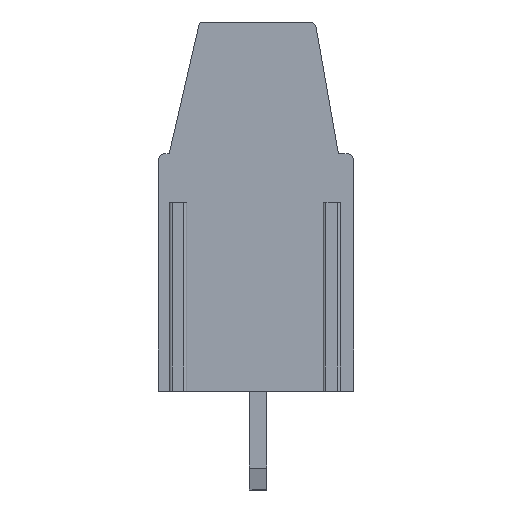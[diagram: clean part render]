
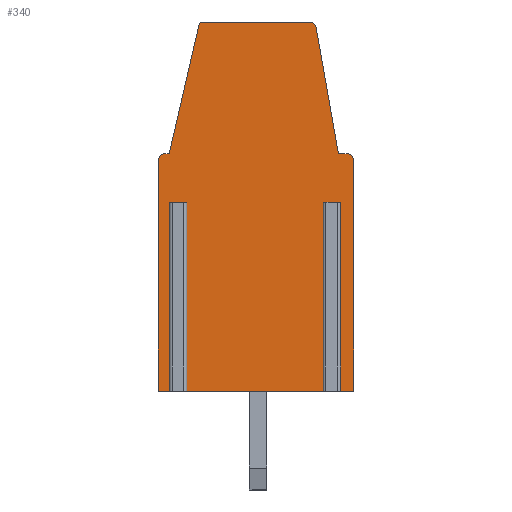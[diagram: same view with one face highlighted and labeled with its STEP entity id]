
A CAD part, left-side view. The second image highlights one B-rep face of the part: STEP entity #340.
In plain terms, the highlighted planar face has unit normal (-1, 0, 0).
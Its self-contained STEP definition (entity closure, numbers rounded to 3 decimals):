
#340 = ADVANCED_FACE( '', ( #704 ), #705, .T. );
#704 = FACE_OUTER_BOUND( '', #1071, .T. );
#705 = PLANE( '', #1072 );
#1071 = EDGE_LOOP( '', ( #2022, #2023, #2024, #2025, #2026, #2027, #2028, #2029, #2030, #2031, #2032, #2033, #2034, #2035, #2036, #2037, #2038, #2039, #2040, #2041 ) );
#1072 = AXIS2_PLACEMENT_3D( '', #2042, #2043, #2044 );
#2022 = ORIENTED_EDGE( '', *, *, #2484, .F. );
#2023 = ORIENTED_EDGE( '', *, *, #2423, .T. );
#2024 = ORIENTED_EDGE( '', *, *, #2373, .T. );
#2025 = ORIENTED_EDGE( '', *, *, #2461, .T. );
#2026 = ORIENTED_EDGE( '', *, *, #2300, .T. );
#2027 = ORIENTED_EDGE( '', *, *, #2524, .T. );
#2028 = ORIENTED_EDGE( '', *, *, #2170, .F. );
#2029 = ORIENTED_EDGE( '', *, *, #2458, .T. );
#2030 = ORIENTED_EDGE( '', *, *, #2531, .F. );
#2031 = ORIENTED_EDGE( '', *, *, #2520, .T. );
#2032 = ORIENTED_EDGE( '', *, *, #2474, .T. );
#2033 = ORIENTED_EDGE( '', *, *, #2190, .T. );
#2034 = ORIENTED_EDGE( '', *, *, #2497, .T. );
#2035 = ORIENTED_EDGE( '', *, *, #2223, .T. );
#2036 = ORIENTED_EDGE( '', *, *, #2541, .T. );
#2037 = ORIENTED_EDGE( '', *, *, #2505, .T. );
#2038 = ORIENTED_EDGE( '', *, *, #2365, .T. );
#2039 = ORIENTED_EDGE( '', *, *, #2153, .T. );
#2040 = ORIENTED_EDGE( '', *, *, #2416, .T. );
#2041 = ORIENTED_EDGE( '', *, *, #2466, .T. );
#2042 = CARTESIAN_POINT( '', ( 219.737, 24.598, 0. ) );
#2043 = DIRECTION( '', ( -1., 0., 0. ) );
#2044 = DIRECTION( '', ( 0., -1., 0. ) );
#2153 = EDGE_CURVE( '', #2562, #2560, #2563, .T. );
#2170 = EDGE_CURVE( '', #2591, #2592, #2593, .T. );
#2190 = EDGE_CURVE( '', #2628, #2626, #2629, .T. );
#2223 = EDGE_CURVE( '', #2685, #2683, #2686, .T. );
#2300 = EDGE_CURVE( '', #2819, #2817, #2820, .T. );
#2365 = EDGE_CURVE( '', #2914, #2562, #2915, .T. );
#2373 = EDGE_CURVE( '', #2927, #2928, #2929, .F. );
#2416 = EDGE_CURVE( '', #2560, #2990, #2992, .T. );
#2423 = EDGE_CURVE( '', #3002, #2927, #3003, .T. );
#2458 = EDGE_CURVE( '', #2591, #3050, #3052, .T. );
#2461 = EDGE_CURVE( '', #2928, #2819, #3055, .T. );
#2466 = EDGE_CURVE( '', #2990, #3061, #3063, .T. );
#2474 = EDGE_CURVE( '', #3072, #2628, #3073, .T. );
#2484 = EDGE_CURVE( '', #3002, #3061, #3083, .F. );
#2497 = EDGE_CURVE( '', #2626, #2685, #3096, .T. );
#2505 = EDGE_CURVE( '', #3106, #2914, #3107, .T. );
#2520 = EDGE_CURVE( '', #3123, #3072, #3124, .T. );
#2524 = EDGE_CURVE( '', #2817, #2592, #3128, .T. );
#2531 = EDGE_CURVE( '', #3123, #3050, #3135, .T. );
#2541 = EDGE_CURVE( '', #2683, #3106, #3145, .T. );
#2560 = VERTEX_POINT( '', #3164 );
#2562 = VERTEX_POINT( '', #3167 );
#2563 = CIRCLE( '', #3168, 0.3 );
#2591 = VERTEX_POINT( '', #3206 );
#2592 = VERTEX_POINT( '', #3207 );
#2593 = LINE( '', #3208, #3209 );
#2626 = VERTEX_POINT( '', #3252 );
#2628 = VERTEX_POINT( '', #3255 );
#2629 = LINE( '', #3256, #3257 );
#2683 = VERTEX_POINT( '', #3336 );
#2685 = VERTEX_POINT( '', #3339 );
#2686 = LINE( '', #3340, #3341 );
#2817 = VERTEX_POINT( '', #3517 );
#2819 = VERTEX_POINT( '', #3519 );
#2820 = LINE( '', #3520, #3521 );
#2914 = VERTEX_POINT( '', #3649 );
#2915 = LINE( '', #3650, #3651 );
#2927 = VERTEX_POINT( '', #3668 );
#2928 = VERTEX_POINT( '', #3669 );
#2929 = LINE( '', #3670, #3671 );
#2990 = VERTEX_POINT( '', #3755 );
#2992 = LINE( '', #3758, #3759 );
#3002 = VERTEX_POINT( '', #3773 );
#3003 = LINE( '', #3774, #3775 );
#3050 = VERTEX_POINT( '', #3842 );
#3052 = LINE( '', #3845, #3846 );
#3055 = LINE( '', #3851, #3852 );
#3061 = VERTEX_POINT( '', #3859 );
#3063 = LINE( '', #3861, #3862 );
#3072 = VERTEX_POINT( '', #3874 );
#3073 = LINE( '', #3875, #3876 );
#3083 = LINE( '', #3890, #3891 );
#3096 = CIRCLE( '', #3909, 0.3 );
#3106 = VERTEX_POINT( '', #3920 );
#3107 = LINE( '', #3921, #3922 );
#3123 = VERTEX_POINT( '', #3943 );
#3124 = CIRCLE( '', #3944, 0.3 );
#3128 = LINE( '', #3949, #3950 );
#3135 = LINE( '', #3961, #3962 );
#3145 = CIRCLE( '', #3974, 0.2 );
#3164 = CARTESIAN_POINT( '', ( 219.737, 26.048, 10.5 ) );
#3167 = CARTESIAN_POINT( '', ( 219.737, 25.748, 10.8 ) );
#3168 = AXIS2_PLACEMENT_3D( '', #3994, #3995, #3996 );
#3206 = CARTESIAN_POINT( '', ( 219.737, 17.818, 0. ) );
#3207 = CARTESIAN_POINT( '', ( 219.737, 17.818, 8.6 ) );
#3208 = CARTESIAN_POINT( '', ( 219.737, 17.818, 0. ) );
#3209 = VECTOR( '', #4012, 1000. );
#3252 = CARTESIAN_POINT( '', ( 219.737, 18.863, 16.552 ) );
#3255 = CARTESIAN_POINT( '', ( 219.737, 17.848, 10.8 ) );
#3256 = CARTESIAN_POINT( '', ( 219.737, 18.863, 16.552 ) );
#3257 = VECTOR( '', #4036, 1000. );
#3336 = CARTESIAN_POINT( '', ( 219.737, 24.004, 16.8 ) );
#3339 = CARTESIAN_POINT( '', ( 219.737, 19.158, 16.8 ) );
#3340 = CARTESIAN_POINT( '', ( 219.737, 24.004, 16.8 ) );
#3341 = VECTOR( '', #4069, 1000. );
#3517 = CARTESIAN_POINT( '', ( 219.737, 18.478, 8.6 ) );
#3519 = CARTESIAN_POINT( '', ( 219.737, 18.478, 0. ) );
#3520 = CARTESIAN_POINT( '', ( 219.737, 18.478, 0. ) );
#3521 = VECTOR( '', #4166, 1000. );
#3649 = CARTESIAN_POINT( '', ( 219.737, 25.548, 10.8 ) );
#3650 = CARTESIAN_POINT( '', ( 219.737, 25.748, 10.8 ) );
#3651 = VECTOR( '', #4240, 1000. );
#3668 = CARTESIAN_POINT( '', ( 219.737, 24.818, 8.6 ) );
#3669 = CARTESIAN_POINT( '', ( 219.737, 24.818, 0. ) );
#3670 = CARTESIAN_POINT( '', ( 219.737, 24.818, 0. ) );
#3671 = VECTOR( '', #4246, 1000. );
#3755 = CARTESIAN_POINT( '', ( 219.737, 26.048, 0. ) );
#3758 = CARTESIAN_POINT( '', ( 219.737, 26.048, 0. ) );
#3759 = VECTOR( '', #4291, 1000. );
#3773 = CARTESIAN_POINT( '', ( 219.737, 25.478, 8.6 ) );
#3774 = CARTESIAN_POINT( '', ( 219.737, 24.818, 8.6 ) );
#3775 = VECTOR( '', #4296, 1000. );
#3842 = CARTESIAN_POINT( '', ( 219.737, 17.148, 0. ) );
#3845 = CARTESIAN_POINT( '', ( 219.737, 17.133, 0. ) );
#3846 = VECTOR( '', #4336, 1000. );
#3851 = CARTESIAN_POINT( '', ( 219.737, 17.133, 0. ) );
#3852 = VECTOR( '', #4339, 1000. );
#3859 = CARTESIAN_POINT( '', ( 219.737, 25.478, 0. ) );
#3861 = CARTESIAN_POINT( '', ( 219.737, 17.133, 0. ) );
#3862 = VECTOR( '', #4350, 1000. );
#3874 = CARTESIAN_POINT( '', ( 219.737, 17.448, 10.8 ) );
#3875 = CARTESIAN_POINT( '', ( 219.737, 17.848, 10.8 ) );
#3876 = VECTOR( '', #4357, 1000. );
#3890 = CARTESIAN_POINT( '', ( 219.737, 25.478, 0. ) );
#3891 = VECTOR( '', #4365, 1000. );
#3909 = AXIS2_PLACEMENT_3D( '', #4371, #4372, #4373 );
#3920 = CARTESIAN_POINT( '', ( 219.737, 24.199, 16.645 ) );
#3921 = CARTESIAN_POINT( '', ( 219.737, 25.548, 10.8 ) );
#3922 = VECTOR( '', #4381, 1000. );
#3943 = CARTESIAN_POINT( '', ( 219.737, 17.148, 10.5 ) );
#3944 = AXIS2_PLACEMENT_3D( '', #4393, #4394, #4395 );
#3949 = CARTESIAN_POINT( '', ( 219.737, 17.818, 8.6 ) );
#3950 = VECTOR( '', #4397, 1000. );
#3961 = CARTESIAN_POINT( '', ( 219.737, 17.148, 5.1 ) );
#3962 = VECTOR( '', #4402, 1000. );
#3974 = AXIS2_PLACEMENT_3D( '', #4405, #4406, #4407 );
#3994 = CARTESIAN_POINT( '', ( 219.737, 25.748, 10.5 ) );
#3995 = DIRECTION( '', ( -1., 0., 0. ) );
#3996 = DIRECTION( '', ( 0., 0., 1. ) );
#4012 = DIRECTION( '', ( 0., 0., 1. ) );
#4036 = DIRECTION( '', ( 0., 0.174, 0.985 ) );
#4069 = DIRECTION( '', ( 0., 1., 0. ) );
#4166 = DIRECTION( '', ( 0., 0., 1. ) );
#4240 = DIRECTION( '', ( 0., 1., 0. ) );
#4246 = DIRECTION( '', ( 0., 0., 1. ) );
#4291 = DIRECTION( '', ( 0., 0., -1. ) );
#4296 = DIRECTION( '', ( 0., -1., 0. ) );
#4336 = DIRECTION( '', ( 0., -1., 0. ) );
#4339 = DIRECTION( '', ( 0., -1., 0. ) );
#4350 = DIRECTION( '', ( 0., -1., 0. ) );
#4357 = DIRECTION( '', ( 0., 1., 0. ) );
#4365 = DIRECTION( '', ( 0., 0., 1. ) );
#4371 = CARTESIAN_POINT( '', ( 219.737, 19.158, 16.5 ) );
#4372 = DIRECTION( '', ( -1., 0., 0. ) );
#4373 = DIRECTION( '', ( 0., 0., 1. ) );
#4381 = DIRECTION( '', ( 0., 0.225, -0.974 ) );
#4393 = CARTESIAN_POINT( '', ( 219.737, 17.448, 10.5 ) );
#4394 = DIRECTION( '', ( -1., 0., 0. ) );
#4395 = DIRECTION( '', ( 0., 0., 1. ) );
#4397 = DIRECTION( '', ( 0., -1., 0. ) );
#4402 = DIRECTION( '', ( 0., 0., -1. ) );
#4405 = CARTESIAN_POINT( '', ( 219.737, 24.004, 16.6 ) );
#4406 = DIRECTION( '', ( -1., 0., 0. ) );
#4407 = DIRECTION( '', ( 0., 0., 1. ) );
